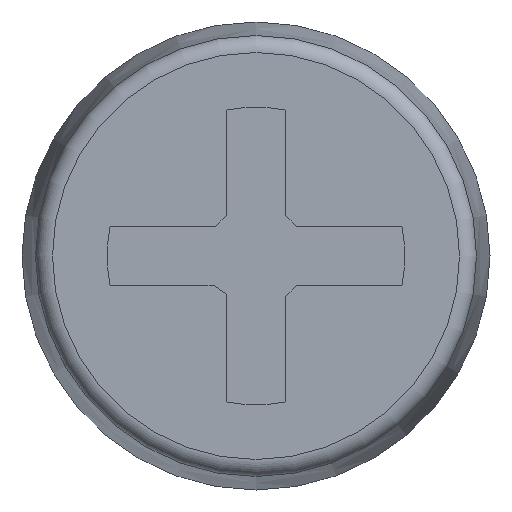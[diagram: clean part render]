
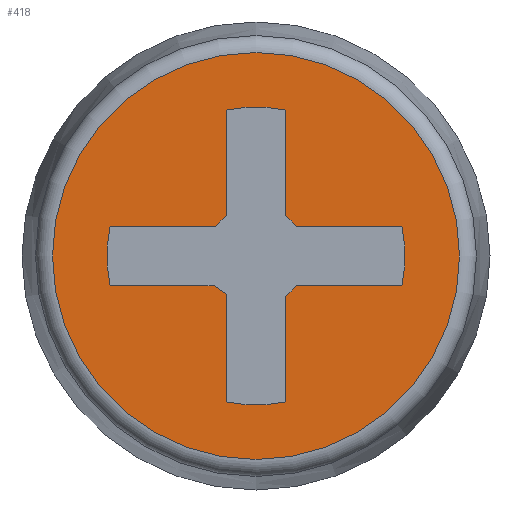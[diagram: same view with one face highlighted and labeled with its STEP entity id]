
A CAD part, left-side view. The second image highlights one B-rep face of the part: STEP entity #418.
In plain terms, the highlighted planar face has unit normal (-1, 0, 0).
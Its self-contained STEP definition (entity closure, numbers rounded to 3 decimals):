
#30=LINE('',#632,#70);
#31=LINE('',#634,#71);
#32=LINE('',#636,#72);
#33=LINE('',#640,#73);
#34=LINE('',#642,#74);
#35=LINE('',#644,#75);
#36=LINE('',#648,#76);
#37=LINE('',#650,#77);
#38=LINE('',#652,#78);
#39=LINE('',#656,#79);
#40=LINE('',#658,#80);
#41=LINE('',#660,#81);
#70=VECTOR('',#507,1000.);
#71=VECTOR('',#508,1000.);
#72=VECTOR('',#509,1000.);
#73=VECTOR('',#512,1000.);
#74=VECTOR('',#513,1000.);
#75=VECTOR('',#514,1000.);
#76=VECTOR('',#517,1000.);
#77=VECTOR('',#518,1000.);
#78=VECTOR('',#519,1000.);
#79=VECTOR('',#522,1000.);
#80=VECTOR('',#523,1000.);
#81=VECTOR('',#524,1000.);
#110=ORIENTED_EDGE('',*,*,#222,.F.);
#111=ORIENTED_EDGE('',*,*,#223,.T.);
#112=ORIENTED_EDGE('',*,*,#224,.T.);
#113=ORIENTED_EDGE('',*,*,#225,.T.);
#114=ORIENTED_EDGE('',*,*,#226,.T.);
#115=ORIENTED_EDGE('',*,*,#227,.T.);
#116=ORIENTED_EDGE('',*,*,#228,.T.);
#117=ORIENTED_EDGE('',*,*,#229,.T.);
#118=ORIENTED_EDGE('',*,*,#230,.T.);
#119=ORIENTED_EDGE('',*,*,#231,.T.);
#120=ORIENTED_EDGE('',*,*,#232,.T.);
#121=ORIENTED_EDGE('',*,*,#233,.T.);
#122=ORIENTED_EDGE('',*,*,#234,.T.);
#123=ORIENTED_EDGE('',*,*,#235,.F.);
#124=ORIENTED_EDGE('',*,*,#236,.T.);
#125=ORIENTED_EDGE('',*,*,#237,.T.);
#126=ORIENTED_EDGE('',*,*,#238,.T.);
#222=EDGE_CURVE('',#278,#278,#318,.T.);
#223=EDGE_CURVE('',#279,#280,#319,.T.);
#224=EDGE_CURVE('',#280,#281,#30,.T.);
#225=EDGE_CURVE('',#281,#282,#31,.T.);
#226=EDGE_CURVE('',#282,#283,#32,.T.);
#227=EDGE_CURVE('',#283,#284,#320,.T.);
#228=EDGE_CURVE('',#284,#285,#33,.T.);
#229=EDGE_CURVE('',#285,#286,#34,.T.);
#230=EDGE_CURVE('',#286,#287,#35,.T.);
#231=EDGE_CURVE('',#287,#288,#321,.T.);
#232=EDGE_CURVE('',#288,#289,#36,.T.);
#233=EDGE_CURVE('',#289,#290,#37,.T.);
#234=EDGE_CURVE('',#290,#291,#38,.T.);
#235=EDGE_CURVE('',#292,#291,#322,.F.);
#236=EDGE_CURVE('',#292,#293,#39,.T.);
#237=EDGE_CURVE('',#293,#294,#40,.T.);
#238=EDGE_CURVE('',#294,#279,#41,.T.);
#278=VERTEX_POINT('',#628);
#279=VERTEX_POINT('',#630);
#280=VERTEX_POINT('',#631);
#281=VERTEX_POINT('',#633);
#282=VERTEX_POINT('',#635);
#283=VERTEX_POINT('',#637);
#284=VERTEX_POINT('',#639);
#285=VERTEX_POINT('',#641);
#286=VERTEX_POINT('',#643);
#287=VERTEX_POINT('',#645);
#288=VERTEX_POINT('',#647);
#289=VERTEX_POINT('',#649);
#290=VERTEX_POINT('',#651);
#291=VERTEX_POINT('',#653);
#292=VERTEX_POINT('',#655);
#293=VERTEX_POINT('',#657);
#294=VERTEX_POINT('',#659);
#318=CIRCLE('',#458,2.392);
#319=CIRCLE('',#459,1.75);
#320=CIRCLE('',#460,1.75);
#321=CIRCLE('',#461,1.75);
#322=CIRCLE('',#462,1.75);
#334=EDGE_LOOP('',(#110));
#335=EDGE_LOOP('',(#111,#112,#113,#114,#115,#116,#117,#118,#119,#120,#121,
#122,#123,#124,#125,#126));
#368=FACE_BOUND('',#334,.T.);
#369=FACE_BOUND('',#335,.T.);
#402=PLANE('',#457);
#418=ADVANCED_FACE('',(#368,#369),#402,.F.);
#457=AXIS2_PLACEMENT_3D('',#626,#501,#502);
#458=AXIS2_PLACEMENT_3D('',#627,#503,#504);
#459=AXIS2_PLACEMENT_3D('',#629,#505,#506);
#460=AXIS2_PLACEMENT_3D('',#638,#510,#511);
#461=AXIS2_PLACEMENT_3D('',#646,#515,#516);
#462=AXIS2_PLACEMENT_3D('',#654,#520,#521);
#501=DIRECTION('',(1.,0.,0.));
#502=DIRECTION('',(0.,0.,-1.));
#503=DIRECTION('',(1.,0.,0.));
#504=DIRECTION('',(0.,0.,-1.));
#505=DIRECTION('',(1.,0.,0.));
#506=DIRECTION('',(0.,0.,-1.));
#507=DIRECTION('',(0.,0.,-1.));
#508=DIRECTION('',(0.,-0.707,-0.707));
#509=DIRECTION('',(0.,-1.,0.));
#510=DIRECTION('',(1.,0.,0.));
#511=DIRECTION('',(0.,0.,-1.));
#512=DIRECTION('',(0.,1.,0.));
#513=DIRECTION('',(0.,0.707,-0.707));
#514=DIRECTION('',(0.,0.,-1.));
#515=DIRECTION('',(1.,0.,0.));
#516=DIRECTION('',(0.,0.,-1.));
#517=DIRECTION('',(0.,0.,1.));
#518=DIRECTION('',(0.,0.817,0.576));
#519=DIRECTION('',(0.,1.,0.));
#520=DIRECTION('',(1.,0.,0.));
#521=DIRECTION('',(0.,0.,-1.));
#522=DIRECTION('',(0.,-1.,0.));
#523=DIRECTION('',(0.,-0.707,0.707));
#524=DIRECTION('',(0.,0.,1.));
#626=CARTESIAN_POINT('',(-2.,0.,0.));
#627=CARTESIAN_POINT('',(-2.,0.,0.));
#628=CARTESIAN_POINT('',(-2.,0.,-2.392));
#629=CARTESIAN_POINT('',(-2.,0.,0.));
#630=CARTESIAN_POINT('',(-2.,0.35,1.715));
#631=CARTESIAN_POINT('',(-2.,-0.35,1.715));
#632=CARTESIAN_POINT('',(-2.,-0.35,1.715));
#633=CARTESIAN_POINT('',(-2.,-0.35,0.474));
#634=CARTESIAN_POINT('',(-2.,-0.35,0.474));
#635=CARTESIAN_POINT('',(-2.,-0.474,0.35));
#636=CARTESIAN_POINT('',(-2.,-0.474,0.35));
#637=CARTESIAN_POINT('',(-2.,-1.715,0.35));
#638=CARTESIAN_POINT('',(-2.,0.,0.));
#639=CARTESIAN_POINT('',(-2.,-1.715,-0.35));
#640=CARTESIAN_POINT('',(-2.,-1.715,-0.35));
#641=CARTESIAN_POINT('',(-2.,-0.474,-0.35));
#642=CARTESIAN_POINT('',(-2.,-0.474,-0.35));
#643=CARTESIAN_POINT('',(-2.,-0.35,-0.474));
#644=CARTESIAN_POINT('',(-2.,-0.35,-0.474));
#645=CARTESIAN_POINT('',(-2.,-0.35,-1.715));
#646=CARTESIAN_POINT('',(-2.,0.,0.));
#647=CARTESIAN_POINT('',(-2.,0.35,-1.715));
#648=CARTESIAN_POINT('',(-2.,0.35,-1.715));
#649=CARTESIAN_POINT('',(-2.,0.35,-0.451));
#650=CARTESIAN_POINT('',(-2.,0.35,-0.451));
#651=CARTESIAN_POINT('',(-2.,0.493,-0.35));
#652=CARTESIAN_POINT('',(-2.,0.493,-0.35));
#653=CARTESIAN_POINT('',(-2.,1.715,-0.35));
#654=CARTESIAN_POINT('',(-2.,0.,0.));
#655=CARTESIAN_POINT('',(-2.,1.715,0.35));
#656=CARTESIAN_POINT('',(-2.,1.715,0.35));
#657=CARTESIAN_POINT('',(-2.,0.474,0.35));
#658=CARTESIAN_POINT('',(-2.,0.474,0.35));
#659=CARTESIAN_POINT('',(-2.,0.35,0.474));
#660=CARTESIAN_POINT('',(-2.,0.35,0.474));
